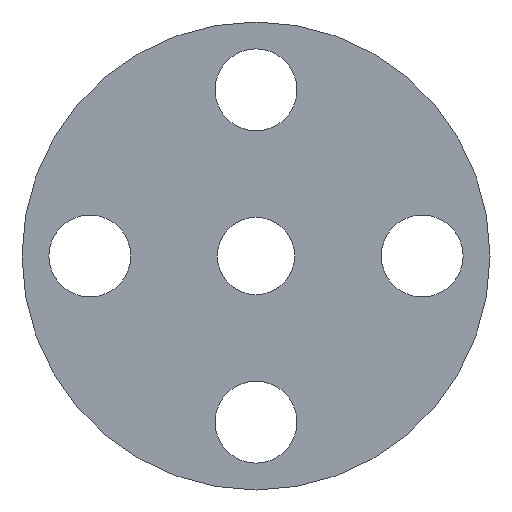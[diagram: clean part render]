
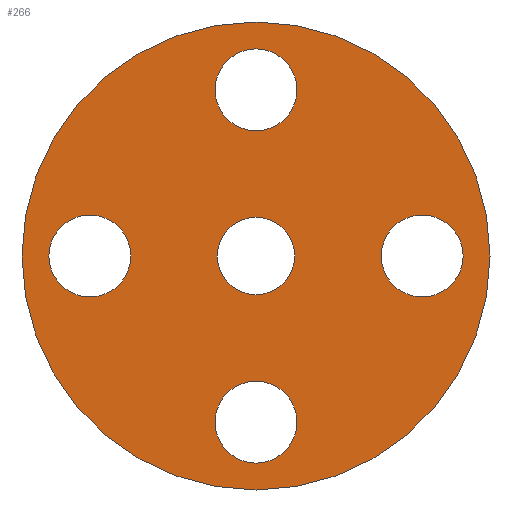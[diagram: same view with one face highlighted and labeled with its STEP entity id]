
A CAD part, front view. The second image highlights one B-rep face of the part: STEP entity #266.
In plain terms, the highlighted planar face has unit normal (0, -1, 0).
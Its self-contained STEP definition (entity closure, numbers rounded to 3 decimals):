
#22=FACE_BOUND('',#62,.T.);
#23=FACE_BOUND('',#63,.T.);
#24=FACE_BOUND('',#64,.T.);
#25=FACE_BOUND('',#65,.T.);
#26=FACE_BOUND('',#66,.T.);
#30=PLANE('',#326);
#42=FACE_OUTER_BOUND('',#61,.T.);
#61=EDGE_LOOP('',(#235,#236));
#62=EDGE_LOOP('',(#237,#238));
#63=EDGE_LOOP('',(#239,#240));
#64=EDGE_LOOP('',(#241,#242));
#65=EDGE_LOOP('',(#243,#244));
#66=EDGE_LOOP('',(#245,#246));
#83=CIRCLE('',#288,1.75);
#84=CIRCLE('',#289,1.75);
#86=CIRCLE('',#292,1.75);
#87=CIRCLE('',#293,1.75);
#89=CIRCLE('',#296,1.75);
#90=CIRCLE('',#297,1.75);
#92=CIRCLE('',#300,1.75);
#93=CIRCLE('',#301,1.75);
#95=CIRCLE('',#304,1.65);
#98=CIRCLE('',#307,1.65);
#109=CIRCLE('',#324,10.);
#110=CIRCLE('',#325,10.);
#111=VERTEX_POINT('',#419);
#112=VERTEX_POINT('',#420);
#114=VERTEX_POINT('',#427);
#115=VERTEX_POINT('',#428);
#117=VERTEX_POINT('',#435);
#118=VERTEX_POINT('',#436);
#120=VERTEX_POINT('',#443);
#121=VERTEX_POINT('',#444);
#123=VERTEX_POINT('',#451);
#124=VERTEX_POINT('',#452);
#137=VERTEX_POINT('',#488);
#138=VERTEX_POINT('',#489);
#139=EDGE_CURVE('',#111,#112,#83,.T.);
#140=EDGE_CURVE('',#112,#111,#84,.T.);
#143=EDGE_CURVE('',#114,#115,#86,.T.);
#144=EDGE_CURVE('',#115,#114,#87,.T.);
#147=EDGE_CURVE('',#117,#118,#89,.T.);
#148=EDGE_CURVE('',#118,#117,#90,.T.);
#151=EDGE_CURVE('',#120,#121,#92,.T.);
#152=EDGE_CURVE('',#121,#120,#93,.T.);
#155=EDGE_CURVE('',#123,#124,#95,.T.);
#159=EDGE_CURVE('',#124,#123,#98,.T.);
#172=EDGE_CURVE('',#137,#138,#109,.T.);
#173=EDGE_CURVE('',#138,#137,#110,.T.);
#235=ORIENTED_EDGE('',*,*,#172,.T.);
#236=ORIENTED_EDGE('',*,*,#173,.T.);
#237=ORIENTED_EDGE('',*,*,#139,.T.);
#238=ORIENTED_EDGE('',*,*,#140,.T.);
#239=ORIENTED_EDGE('',*,*,#143,.T.);
#240=ORIENTED_EDGE('',*,*,#144,.T.);
#241=ORIENTED_EDGE('',*,*,#147,.T.);
#242=ORIENTED_EDGE('',*,*,#148,.T.);
#243=ORIENTED_EDGE('',*,*,#151,.T.);
#244=ORIENTED_EDGE('',*,*,#152,.T.);
#245=ORIENTED_EDGE('',*,*,#155,.F.);
#246=ORIENTED_EDGE('',*,*,#159,.F.);
#266=ADVANCED_FACE('',(#42,#22,#23,#24,#25,#26),#30,.T.);
#288=AXIS2_PLACEMENT_3D('',#421,#331,#332);
#289=AXIS2_PLACEMENT_3D('',#422,#333,#334);
#292=AXIS2_PLACEMENT_3D('',#429,#340,#341);
#293=AXIS2_PLACEMENT_3D('',#430,#342,#343);
#296=AXIS2_PLACEMENT_3D('',#437,#349,#350);
#297=AXIS2_PLACEMENT_3D('',#438,#351,#352);
#300=AXIS2_PLACEMENT_3D('',#445,#358,#359);
#301=AXIS2_PLACEMENT_3D('',#446,#360,#361);
#304=AXIS2_PLACEMENT_3D('',#453,#367,#368);
#307=AXIS2_PLACEMENT_3D('',#459,#374,#375);
#324=AXIS2_PLACEMENT_3D('',#490,#410,#411);
#325=AXIS2_PLACEMENT_3D('',#491,#412,#413);
#326=AXIS2_PLACEMENT_3D('',#493,#415,#416);
#331=DIRECTION('center_axis',(0.,1.,0.));
#332=DIRECTION('ref_axis',(1.,0.,0.));
#333=DIRECTION('center_axis',(0.,1.,0.));
#334=DIRECTION('ref_axis',(1.,0.,0.));
#340=DIRECTION('center_axis',(0.,1.,0.));
#341=DIRECTION('ref_axis',(1.,0.,0.));
#342=DIRECTION('center_axis',(0.,1.,0.));
#343=DIRECTION('ref_axis',(1.,0.,0.));
#349=DIRECTION('center_axis',(0.,1.,0.));
#350=DIRECTION('ref_axis',(1.,0.,0.));
#351=DIRECTION('center_axis',(0.,1.,0.));
#352=DIRECTION('ref_axis',(1.,0.,0.));
#358=DIRECTION('center_axis',(0.,1.,0.));
#359=DIRECTION('ref_axis',(1.,0.,0.));
#360=DIRECTION('center_axis',(0.,1.,0.));
#361=DIRECTION('ref_axis',(1.,0.,0.));
#367=DIRECTION('center_axis',(0.,-1.,0.));
#368=DIRECTION('ref_axis',(1.,0.,0.));
#374=DIRECTION('center_axis',(0.,-1.,0.));
#375=DIRECTION('ref_axis',(1.,0.,0.));
#410=DIRECTION('center_axis',(0.,-1.,0.));
#411=DIRECTION('ref_axis',(1.,0.,0.));
#412=DIRECTION('center_axis',(0.,-1.,0.));
#413=DIRECTION('ref_axis',(1.,0.,0.));
#415=DIRECTION('center_axis',(0.,-1.,0.));
#416=DIRECTION('ref_axis',(0.,0.,-1.));
#419=CARTESIAN_POINT('',(1.75,0.,-7.1));
#420=CARTESIAN_POINT('',(-1.75,0.,-7.1));
#421=CARTESIAN_POINT('Origin',(0.,0.,-7.1));
#422=CARTESIAN_POINT('Origin',(0.,0.,-7.1));
#427=CARTESIAN_POINT('',(1.75,0.,7.1));
#428=CARTESIAN_POINT('',(-1.75,0.,7.1));
#429=CARTESIAN_POINT('Origin',(0.,0.,7.1));
#430=CARTESIAN_POINT('Origin',(0.,0.,7.1));
#435=CARTESIAN_POINT('',(-5.35,0.,0.));
#436=CARTESIAN_POINT('',(-8.85,0.,0.));
#437=CARTESIAN_POINT('Origin',(-7.1,0.,0.));
#438=CARTESIAN_POINT('Origin',(-7.1,0.,0.));
#443=CARTESIAN_POINT('',(8.85,0.,0.));
#444=CARTESIAN_POINT('',(5.35,0.,0.));
#445=CARTESIAN_POINT('Origin',(7.1,0.,0.));
#446=CARTESIAN_POINT('Origin',(7.1,0.,0.));
#451=CARTESIAN_POINT('',(0.,0.,-1.65));
#452=CARTESIAN_POINT('',(0.,0.,1.65));
#453=CARTESIAN_POINT('Origin',(0.,0.,0.));
#459=CARTESIAN_POINT('Origin',(0.,0.,0.));
#488=CARTESIAN_POINT('',(0.,0.,-10.));
#489=CARTESIAN_POINT('',(0.,0.,10.));
#490=CARTESIAN_POINT('Origin',(0.,0.,0.));
#491=CARTESIAN_POINT('Origin',(0.,0.,0.));
#493=CARTESIAN_POINT('Origin',(0.,0.,-1.65));
